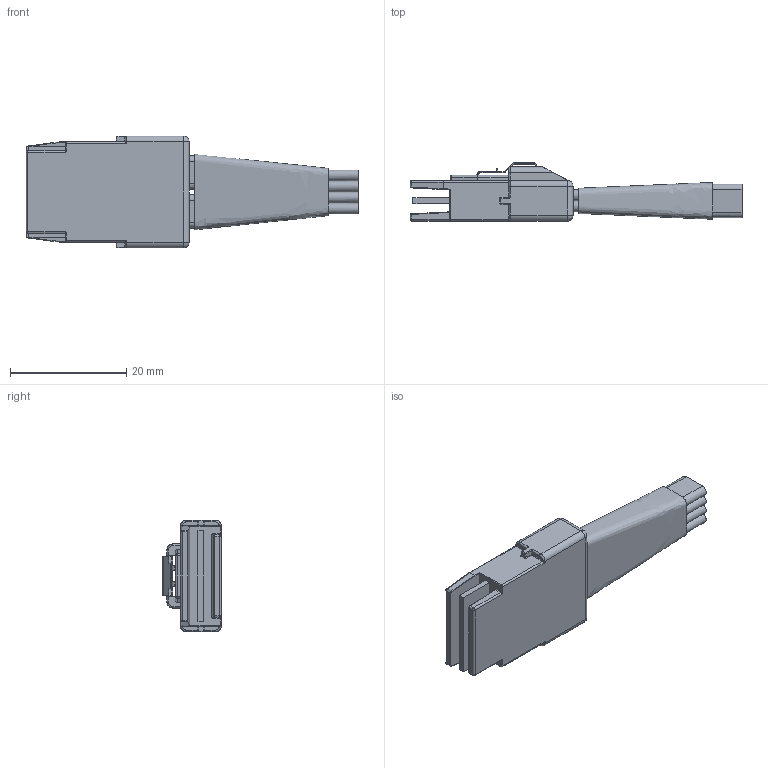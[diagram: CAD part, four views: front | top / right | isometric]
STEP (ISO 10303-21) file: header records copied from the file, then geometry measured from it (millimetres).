
FILE_DESCRIPTION(/* description */ (''),/* implementation_level */ '2;1');
FILE_NAME(/* name */ 'SFF-8087 Connector.step',/* time_stamp */ '2022-06-07T08:56:34-04:00',/* author */ (''),/* organization */ (''),/* preprocessor_version */ 'ST-DEVELOPER v18.1',/* originating_system */ 'Autodesk Translation Framework v10.14.0.1471',/* authorisation */ '');
FILE_SCHEMA (('AUTOMOTIVE_DESIGN { 1 0 10303 214 3 1 1 }'));
Length unit declared in the file: millimetre
Products named in the file (1): SFF-8087 Connector
Bounding box: 57 x 10 x 19.2 mm (x, y, z)
Volume: 4155 mm3; surface area: 4798.5 mm2
Topology: 2 solids, 2 shells, 308 faces, 802 edges, 469 vertices
Faces by surface type: cylinder 126, plane 106, bspline 34, sphere 24, torus 18
Entity records: 10919 total; most frequent: CARTESIAN_POINT 3472, ORIENTED_EDGE 1540, DIRECTION 1521, EDGE_CURVE 770, AXIS2_PLACEMENT_3D 549, VERTEX_POINT 469, LINE 423, VECTOR 423
